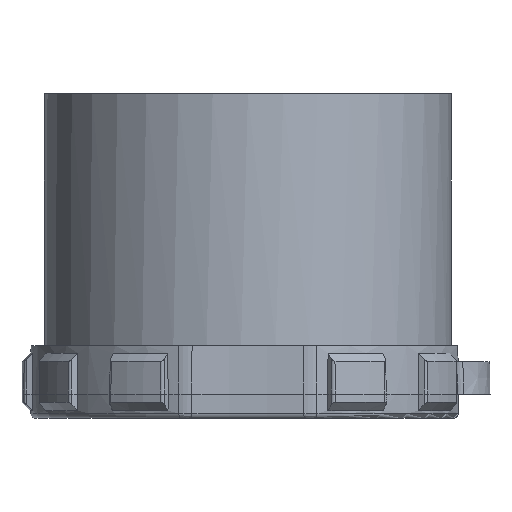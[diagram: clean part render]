
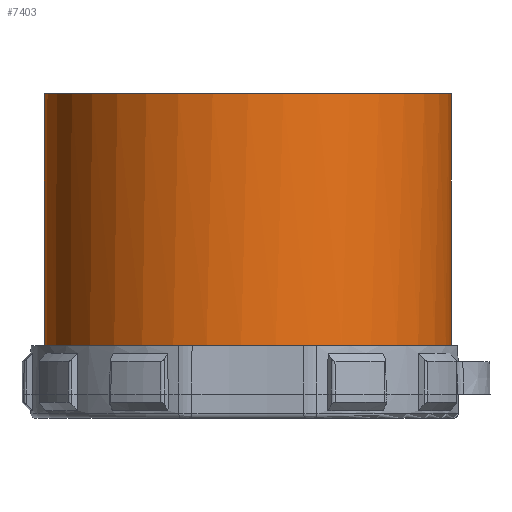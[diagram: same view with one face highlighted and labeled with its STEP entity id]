
A CAD part, front view. The second image highlights one B-rep face of the part: STEP entity #7403.
In plain terms, the highlighted cylindrical face has radius 12.6 mm (diameter 25.2 mm), a partial arc.
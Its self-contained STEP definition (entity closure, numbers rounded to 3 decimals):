
#19=CARTESIAN_POINT('',(0.,0.,18.7));
#20=DIRECTION('',(0.,0.,1.));
#21=DIRECTION('',(-1.,0.,0.));
#22=AXIS2_PLACEMENT_3D('',#19,#20,#21);
#39=DIRECTION('',(0.,0.,1.));
#40=VECTOR('',#39,15.6);
#41=CARTESIAN_POINT('',(12.6,0.,3.1));
#42=LINE('',#41,#40);
#2803=CARTESIAN_POINT('',(0.,0.,3.1));
#2804=DIRECTION('',(0.,0.,1.));
#2805=DIRECTION('',(0.972,-0.236,0.));
#2806=AXIS2_PLACEMENT_3D('',#2803,#2804,#2805);
#2808=CARTESIAN_POINT('',(0.,0.,3.1));
#2809=DIRECTION('',(0.,0.,1.));
#2810=DIRECTION('',(-1.,0.,0.));
#2811=AXIS2_PLACEMENT_3D('',#2808,#2809,#2810);
#2813=DIRECTION('',(0.,0.,1.));
#2814=VECTOR('',#2813,15.6);
#2815=CARTESIAN_POINT('',(-12.6,0.,3.1));
#2816=LINE('',#2815,#2814);
#3135=CARTESIAN_POINT('',(12.6,0.,18.7));
#3136=CARTESIAN_POINT('',(-12.6,0.,18.7));
#3137=VERTEX_POINT('',#3135);
#3138=VERTEX_POINT('',#3136);
#3139=CARTESIAN_POINT('',(-12.6,0.,3.1));
#3140=VERTEX_POINT('',#3139);
#3707=CARTESIAN_POINT('',(12.6,0.,3.1));
#3708=VERTEX_POINT('',#3707);
#3736=CARTESIAN_POINT('',(12.245,-2.97,3.1));
#3738=VERTEX_POINT('',#3736);
#7391=CARTESIAN_POINT('',(0.,0.,0.));
#7392=DIRECTION('',(0.,0.,1.));
#7393=DIRECTION('',(1.,0.,0.));
#7394=AXIS2_PLACEMENT_3D('',#7391,#7392,#7393);
#7395=CYLINDRICAL_SURFACE('',#7394,12.6);
#7396=ORIENTED_EDGE('',*,*,#3781,.F.);
#7397=ORIENTED_EDGE('',*,*,#3994,.F.);
#7398=ORIENTED_EDGE('',*,*,#3786,.T.);
#7399=ORIENTED_EDGE('',*,*,#3763,.T.);
#7400=ORIENTED_EDGE('',*,*,#3783,.F.);
#7401=EDGE_LOOP('',(#7396,#7397,#7398,#7399,#7400));
#7402=FACE_OUTER_BOUND('',#7401,.F.);
#23=CIRCLE('',#22,12.6);
#2807=CIRCLE('',#2806,12.6);
#2812=CIRCLE('',#2811,12.6);
#3763=EDGE_CURVE('',#3138,#3137,#23,.T.);
#3781=EDGE_CURVE('',#3738,#3708,#2807,.T.);
#3783=EDGE_CURVE('',#3708,#3137,#42,.T.);
#3786=EDGE_CURVE('',#3140,#3138,#2816,.T.);
#3994=EDGE_CURVE('',#3140,#3738,#2812,.T.);
#7403=ADVANCED_FACE('',(#7402),#7395,.T.);
